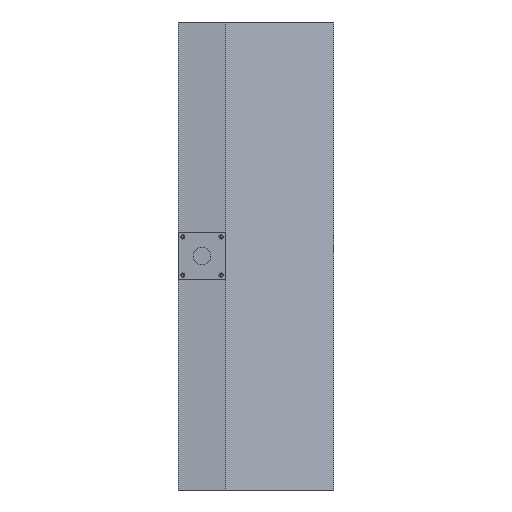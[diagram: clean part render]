
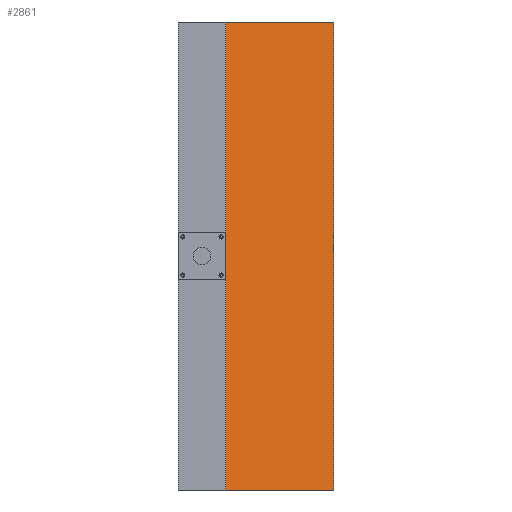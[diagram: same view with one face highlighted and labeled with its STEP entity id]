
A CAD part, front view. The second image highlights one B-rep face of the part: STEP entity #2861.
In plain terms, the highlighted planar face has unit normal (0.288, -0.958, 0).
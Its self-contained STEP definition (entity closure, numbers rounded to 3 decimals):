
#20 = VERTEX_POINT ( 'NONE', #2914 ) ;
#34 = CARTESIAN_POINT ( 'NONE',  ( 303.884, 0., -613. ) ) ;
#125 = VECTOR ( 'NONE', #906, 1000. ) ;
#128 = LINE ( 'NONE', #34, #125 ) ;
#137 = VECTOR ( 'NONE', #1487, 1000. ) ;
#181 = VERTEX_POINT ( 'NONE', #1754 ) ;
#195 = PLANE ( 'NONE',  #198 ) ;
#198 = AXIS2_PLACEMENT_3D ( 'NONE', #2797, #2783, #2777 ) ;
#453 = CARTESIAN_POINT ( 'NONE',  ( 20.884, -85., 613. ) ) ;
#891 = EDGE_CURVE ( 'NONE', #20, #181, #2104, .T. ) ;
#906 = DIRECTION ( 'NONE',  ( 0.958, 0.288, 0. ) ) ;
#1031 = LINE ( 'NONE', #1518, #137 ) ;
#1304 = VERTEX_POINT ( 'NONE', #1655 ) ;
#1356 = DIRECTION ( 'NONE',  ( 0.958, 0.288, 0. ) ) ;
#1377 = CARTESIAN_POINT ( 'NONE',  ( 303.884, 0., 613. ) ) ;
#1487 = DIRECTION ( 'NONE',  ( 0., 0., -1. ) ) ;
#1518 = CARTESIAN_POINT ( 'NONE',  ( 20.884, -85., 613. ) ) ;
#1602 = FACE_OUTER_BOUND ( 'NONE', #2158, .T. ) ;
#1655 = CARTESIAN_POINT ( 'NONE',  ( 20.884, -85., -613. ) ) ;
#1754 = CARTESIAN_POINT ( 'NONE',  ( 303.884, 0., -613. ) ) ;
#1755 = EDGE_CURVE ( 'NONE', #1304, #181, #128, .T. ) ;
#1839 = EDGE_CURVE ( 'NONE', #2533, #1304, #1031, .T. ) ;
#1864 = EDGE_CURVE ( 'NONE', #2533, #20, #2406, .T. ) ;
#1922 = VECTOR ( 'NONE', #1356, 1000. ) ;
#2101 = VECTOR ( 'NONE', #2788, 1000. ) ;
#2104 = LINE ( 'NONE', #2768, #2101 ) ;
#2158 = EDGE_LOOP ( 'NONE', ( #2648, #2610, #2376, #2751 ) ) ;
#2376 = ORIENTED_EDGE ( 'NONE', *, *, #1864, .F. ) ;
#2406 = LINE ( 'NONE', #1377, #1922 ) ;
#2533 = VERTEX_POINT ( 'NONE', #453 ) ;
#2610 = ORIENTED_EDGE ( 'NONE', *, *, #891, .F. ) ;
#2648 = ORIENTED_EDGE ( 'NONE', *, *, #1755, .T. ) ;
#2751 = ORIENTED_EDGE ( 'NONE', *, *, #1839, .T. ) ;
#2768 = CARTESIAN_POINT ( 'NONE',  ( 303.884, 0., 613. ) ) ;
#2777 = DIRECTION ( 'NONE',  ( -0.958, -0.288, 0. ) ) ;
#2783 = DIRECTION ( 'NONE',  ( -0.288, 0.958, 0. ) ) ;
#2788 = DIRECTION ( 'NONE',  ( 0., 0., -1. ) ) ;
#2797 = CARTESIAN_POINT ( 'NONE',  ( 303.884, 0., 613. ) ) ;
#2861 = ADVANCED_FACE ( 'NONE', ( #1602 ), #195, .F. ) ;
#2914 = CARTESIAN_POINT ( 'NONE',  ( 303.884, 0., 613. ) ) ;
